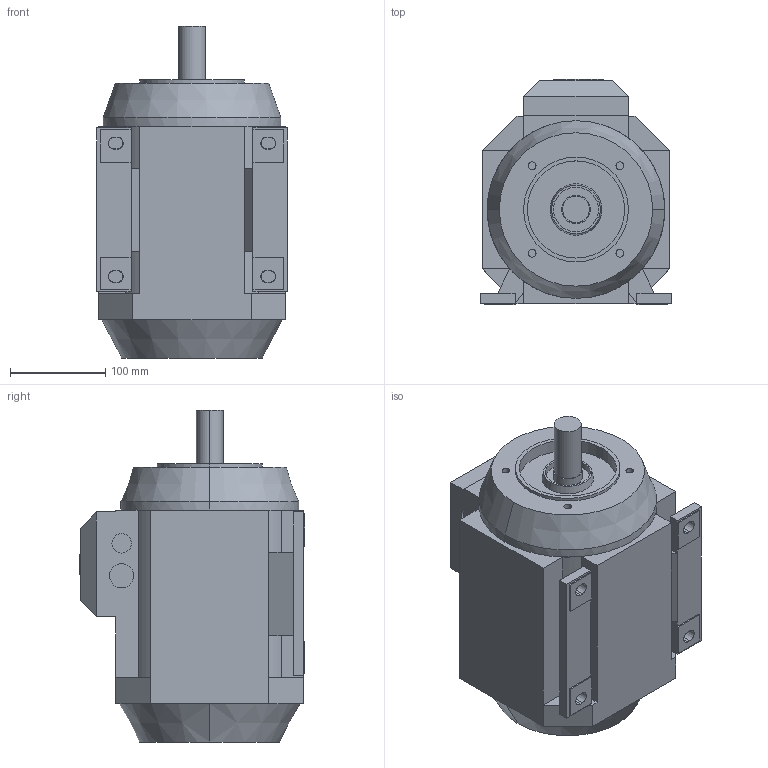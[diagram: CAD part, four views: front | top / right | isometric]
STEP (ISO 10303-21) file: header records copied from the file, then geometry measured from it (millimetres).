
FILE_DESCRIPTION(/* description */ (''),/* implementation_level */ '2;1');
FILE_NAME(/* name */ 'M2AA IE2 100 B34.step',/* time_stamp */ '2015-07-01T14:02:40+02:00',/* author */ (''),/* organization */ (''),/* preprocessor_version */ 'ST-DEVELOPER v14',/* originating_system */ 'SIEMENS PLM Software NX 8.0',/* authorisation */ '');
FILE_SCHEMA (('AUTOMOTIVE_DESIGN { 1 0 10303 214 3 1 1 1 }'));
Length unit declared in the file: millimetre
Products named in the file (1): M3AA IE3 100 S B34_stp
Bounding box: 200 x 236.75 x 348.5 mm (x, y, z)
Volume: 9349530.4 mm3; surface area: 319132.5 mm2
Topology: 1 solids, 1 shells, 217 faces, 538 edges, 350 vertices
Faces by surface type: plane 159, cylinder 34, cone 14, bspline 10
Entity records: 6534 total; most frequent: CARTESIAN_POINT 1304, ORIENTED_EDGE 1076, DIRECTION 1036, EDGE_CURVE 538, LINE 416, VECTOR 416, VERTEX_POINT 350, AXIS2_PLACEMENT_3D 310
